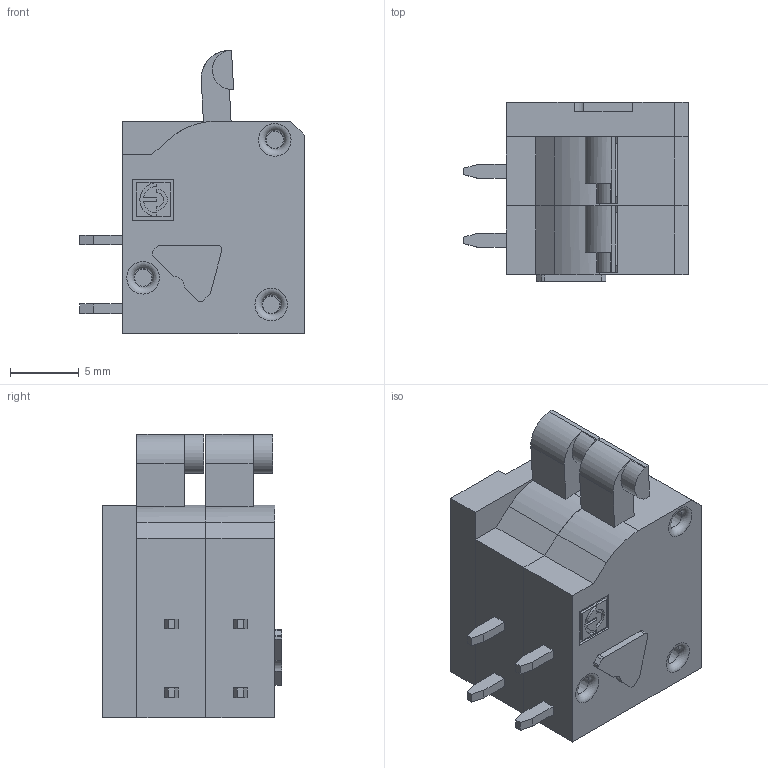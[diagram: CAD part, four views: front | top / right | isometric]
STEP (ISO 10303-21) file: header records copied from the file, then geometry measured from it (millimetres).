
FILE_DESCRIPTION(('STEP AP214'),'1');
FILE_NAME('MG102-5-V-P.stp','2024-03-27T15:50:48',(' '),(' '),'Spatial InterOp 3D',' ',' ');
FILE_SCHEMA(('AUTOMOTIVE_DESIGN { 1 0 10303 214 1 1 1 1 }'));
Length unit declared in the file: metre
Products named in the file (5): 1711557321; 1711556338; 1711554088; 1711554089; 1711554091
Bounding box: 16.3 x 13 x 20.54 mm (x, y, z)
Volume: 2251.6 mm3; surface area: 2405.8 mm2
Topology: 5 solids, 5 shells, 327 faces, 816 edges, 538 vertices
Faces by surface type: plane 224, cylinder 40, torus 36, cone 25, extrusion 2
Entity records: 15203 total; most frequent: CARTESIAN_POINT 1685, DIRECTION 1549, ORIENTED_EDGE 1466, STYLED_ITEM 975, PRESENTATION_STYLE_ASSIGNMENT 975, COLOUR_RGB 975, EDGE_CURVE 733, CURVE_STYLE 643
